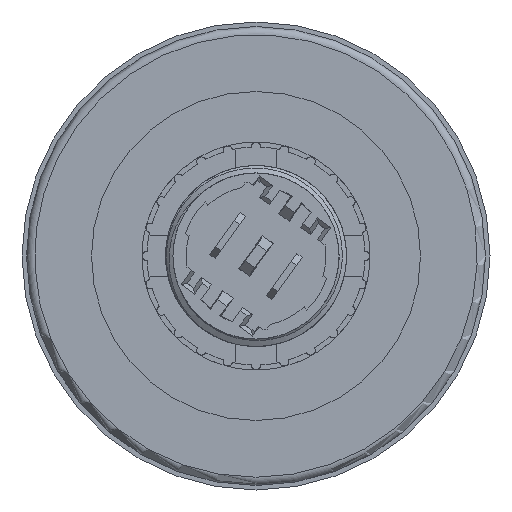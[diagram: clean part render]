
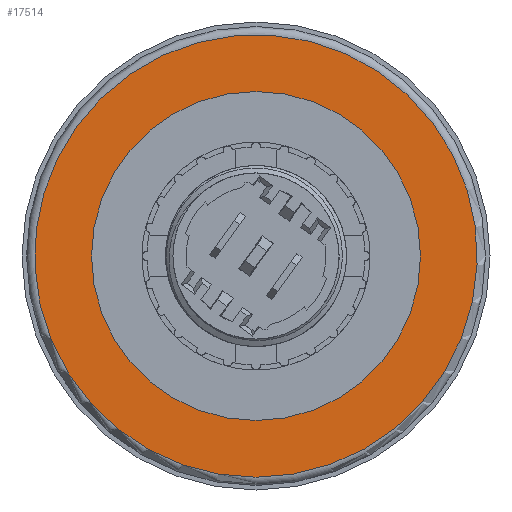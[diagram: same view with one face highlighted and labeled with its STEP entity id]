
A CAD part, front view. The second image highlights one B-rep face of the part: STEP entity #17514.
In plain terms, the highlighted planar face has unit normal (0, -1, 0).
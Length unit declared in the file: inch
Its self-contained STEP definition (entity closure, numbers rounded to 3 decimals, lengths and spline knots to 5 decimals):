
#537=PLANE('',#19220);
#3749=FACE_BOUND('',#5806,.T.);
#4806=FACE_OUTER_BOUND('',#5805,.T.);
#5805=EDGE_LOOP('',(#14802));
#5806=EDGE_LOOP('',(#14803));
#5990=CIRCLE('',#17713,1.05906);
#6251=CIRCLE('',#18088,0.7874);
#6716=VERTEX_POINT('',#24695);
#7372=VERTEX_POINT('',#28324);
#8372=EDGE_CURVE('',#6716,#6716,#5990,.T.);
#9049=EDGE_CURVE('',#7372,#7372,#6251,.T.);
#14802=ORIENTED_EDGE('',*,*,#8372,.F.);
#14803=ORIENTED_EDGE('',*,*,#9049,.T.);
#17514=ADVANCED_FACE('',(#4806,#3749),#537,.T.);
#17713=AXIS2_PLACEMENT_3D('',#24696,#19533,#19534);
#18088=AXIS2_PLACEMENT_3D('',#28325,#20481,#20482);
#19220=AXIS2_PLACEMENT_3D('',#33772,#23489,#23490);
#19533=DIRECTION('center_axis',(0.,1.,0.));
#19534=DIRECTION('ref_axis',(0.811,0.,-0.586));
#20481=DIRECTION('center_axis',(0.,1.,0.));
#20482=DIRECTION('ref_axis',(0.,0.,-1.));
#23489=DIRECTION('center_axis',(0.,-1.,0.));
#23490=DIRECTION('ref_axis',(0.,0.,-1.));
#24695=CARTESIAN_POINT('',(-0.85852,-0.71654,0.62012));
#24696=CARTESIAN_POINT('Origin',(0.,-0.71654,
0.));
#28324=CARTESIAN_POINT('',(0.,-0.71654,-0.7874));
#28325=CARTESIAN_POINT('Origin',(0.,-0.71654,
0.));
#33772=CARTESIAN_POINT('Origin',(-0.43685,-0.71654,-0.60479));
